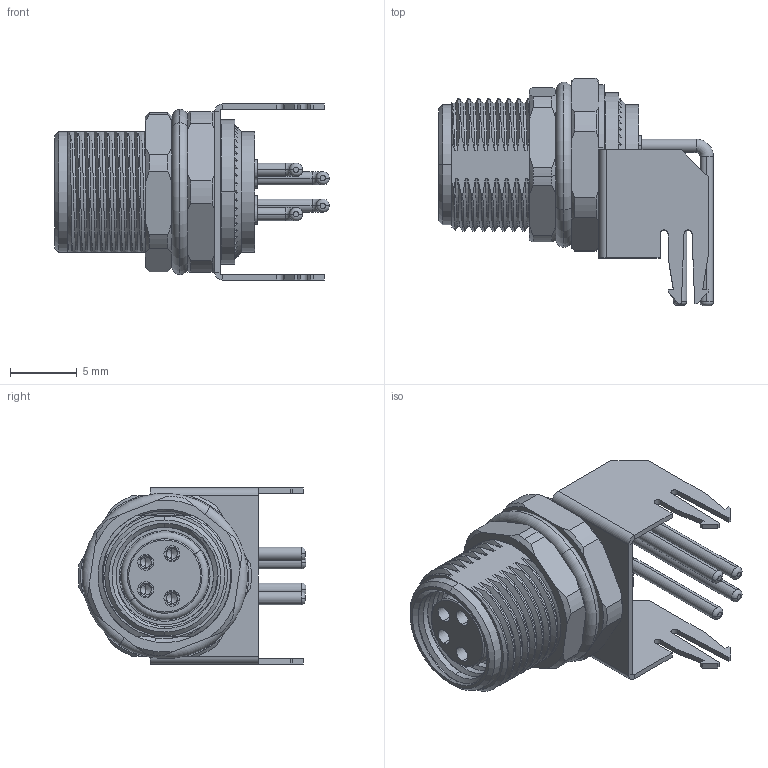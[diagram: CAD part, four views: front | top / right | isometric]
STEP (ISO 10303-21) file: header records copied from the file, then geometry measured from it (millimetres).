
FILE_DESCRIPTION (( 'STEP AP203' ), '1' );
FILE_NAME ('54-00274_A.STEP', '2022-05-10T18:11:56', ( '' ), ( '' ), 'SwSTEP 2.0', 'SolidWorks 2021', '' );
FILE_SCHEMA (( 'CONFIG_CONTROL_DESIGN' ));
Length unit declared in the file: millimetre
Products named in the file (9): 54-00274-04___; 54-00274-08; 54-00274-03; 54-00274-05___; 54-00274-07; 54-00274_A; 54-00274-06___; 54-00274-02___; 54-00274-01___
Assembly tree (10 placements, depth 2):
  54-00274_A
    54-00274-01___
    54-00274-02___
    54-00274-03  x2
    54-00274-04___
    54-00274-05___
    54-00274-06___
    54-00274-07
    54-00274-08  x2
Bounding box: 20.6 x 17.08 x 13.2 mm (x, y, z)
Volume: 1223.3 mm3; surface area: 3171.6 mm2
Topology: 10 solids, 10 shells, 1027 faces, 2547 edges, 1553 vertices
Faces by surface type: plane 399, cylinder 287, cone 225, bspline 70, torus 46
Entity records: 51171 total; most frequent: CARTESIAN_POINT 33157, ORIENTED_EDGE 3838, DIRECTION 3284, EDGE_CURVE 1919, AXIS2_PLACEMENT_3D 1267, VERTEX_POINT 1201, EDGE_LOOP 782, VECTOR 750
